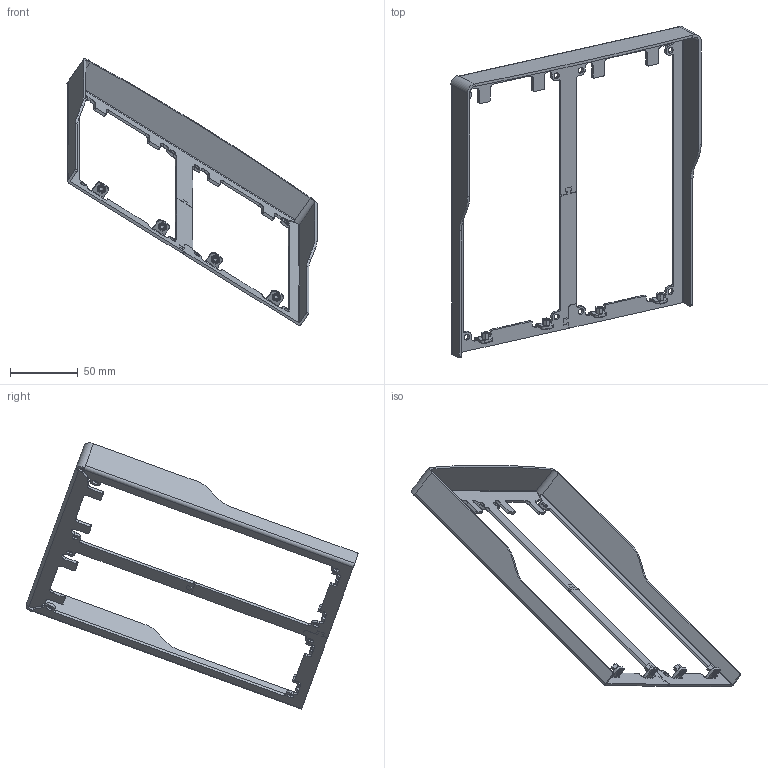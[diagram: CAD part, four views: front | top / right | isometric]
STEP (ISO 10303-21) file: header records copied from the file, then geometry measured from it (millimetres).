
FILE_DESCRIPTION(('CATIA V5 STEP Exchange'),'2;1');
FILE_NAME('VI-RP2BOX3.stp','2024-03-21T08:51:19+00:00',('none'),('none'),'CATIA Version 5-6 Release 2016 SP6','CATIA V5 STEP AP203','none');
FILE_SCHEMA(('CONFIG_CONTROL_DESIGN'));
Length unit declared in the file: millimetre
Products named in the file (1): VI-RP2BOX3
Assembly tree (2 placements, depth 2):
  VI-RP2BOX3
    #57
    #101
Bounding box: 185.29 x 245.79 x 197.18 mm (x, y, z)
Volume: 46559.1 mm3; surface area: 52337.1 mm2
Topology: 5 solids, 5 shells, 382 faces, 1060 edges, 690 vertices
Faces by surface type: plane 241, cylinder 141
Entity records: 11445 total; most frequent: ORIENTED_EDGE 2116, CARTESIAN_POINT 2018, DIRECTION 1596, EDGE_CURVE 1058, VECTOR 772, LINE 772, VERTEX_POINT 686, AXIS2_PLACEMENT_3D 556
